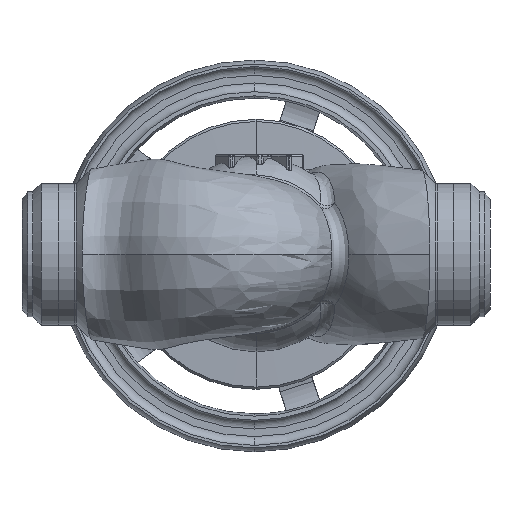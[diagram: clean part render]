
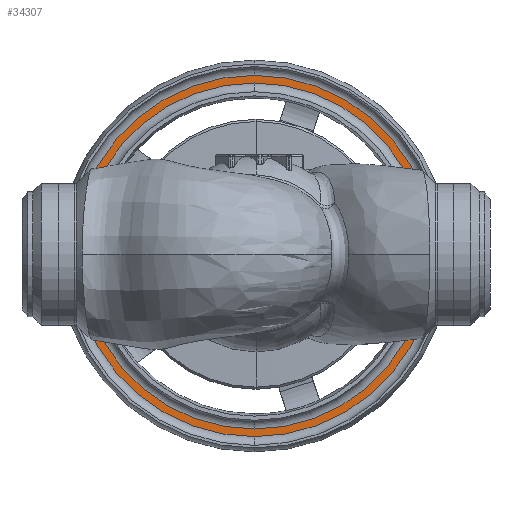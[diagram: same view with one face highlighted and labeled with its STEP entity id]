
A CAD part, front view. The second image highlights one B-rep face of the part: STEP entity #34307.
In plain terms, the highlighted planar face has unit normal (0, -1, 0).
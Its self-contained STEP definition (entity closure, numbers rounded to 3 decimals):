
#9 = CIRCLE ( 'NONE', #26342, 166. ) ;
#814 = CARTESIAN_POINT ( 'NONE',  ( -1.534, 518.547, -160.534 ) ) ;
#2848 = CARTESIAN_POINT ( 'NONE',  ( -167.534, 518.547, -1.534 ) ) ;
#3294 = DIRECTION ( 'NONE',  ( 0., 0., 1. ) ) ;
#3940 = EDGE_CURVE ( 'NONE', #24581, #26219, #9, .T. ) ;
#4303 = EDGE_CURVE ( 'NONE', #26219, #24581, #20396, .T. ) ;
#4446 = CARTESIAN_POINT ( 'NONE',  ( -1.534, 518.547, -1.534 ) ) ;
#4539 = DIRECTION ( 'NONE',  ( 0., 1., 0. ) ) ;
#4682 = DIRECTION ( 'NONE',  ( 0., 0., 1. ) ) ;
#5107 = AXIS2_PLACEMENT_3D ( 'NONE', #11866, #17663, #14508 ) ;
#6081 = PLANE ( 'NONE',  #33593 ) ;
#6217 = DIRECTION ( 'NONE',  ( 0., 0., 1. ) ) ;
#6632 = DIRECTION ( 'NONE',  ( 0., 1., 0. ) ) ;
#6725 = CIRCLE ( 'NONE', #40737, 159. ) ;
#8274 = EDGE_LOOP ( 'NONE', ( #23923, #42982 ) ) ;
#10991 = VERTEX_POINT ( 'NONE', #37161 ) ;
#11866 = CARTESIAN_POINT ( 'NONE',  ( -1.534, 518.547, -1.534 ) ) ;
#13299 = EDGE_CURVE ( 'NONE', #10991, #30500, #6725, .T. ) ;
#14508 = DIRECTION ( 'NONE',  ( 0., 0., 1. ) ) ;
#16103 = EDGE_CURVE ( 'NONE', #30500, #10991, #23540, .T. ) ;
#17275 = FACE_BOUND ( 'NONE', #23662, .T. ) ;
#17663 = DIRECTION ( 'NONE',  ( 0., 1., 0. ) ) ;
#20396 = CIRCLE ( 'NONE', #35965, 166. ) ;
#23540 = CIRCLE ( 'NONE', #5107, 159. ) ;
#23662 = EDGE_LOOP ( 'NONE', ( #37518, #36595 ) ) ;
#23923 = ORIENTED_EDGE ( 'NONE', *, *, #3940, .F. ) ;
#24581 = VERTEX_POINT ( 'NONE', #39507 ) ;
#25319 = CARTESIAN_POINT ( 'NONE',  ( -1.534, 518.547, -1.534 ) ) ;
#26219 = VERTEX_POINT ( 'NONE', #39765 ) ;
#26316 = DIRECTION ( 'NONE',  ( 0., 1., 0. ) ) ;
#26342 = AXIS2_PLACEMENT_3D ( 'NONE', #4446, #4539, #4682 ) ;
#26740 = DIRECTION ( 'NONE',  ( 0., 0., 1. ) ) ;
#30122 = CARTESIAN_POINT ( 'NONE',  ( -1.534, 518.547, -1.534 ) ) ;
#30500 = VERTEX_POINT ( 'NONE', #814 ) ;
#33593 = AXIS2_PLACEMENT_3D ( 'NONE', #2848, #26316, #6217 ) ;
#34307 = ADVANCED_FACE ( 'NONE', ( #43055, #17275 ), #6081, .F. ) ;
#35965 = AXIS2_PLACEMENT_3D ( 'NONE', #30122, #6632, #26740 ) ;
#36595 = ORIENTED_EDGE ( 'NONE', *, *, #16103, .T. ) ;
#37161 = CARTESIAN_POINT ( 'NONE',  ( -1.534, 518.547, 157.466 ) ) ;
#37518 = ORIENTED_EDGE ( 'NONE', *, *, #13299, .T. ) ;
#39507 = CARTESIAN_POINT ( 'NONE',  ( -1.534, 518.547, 164.466 ) ) ;
#39765 = CARTESIAN_POINT ( 'NONE',  ( -1.534, 518.547, -167.534 ) ) ;
#39979 = DIRECTION ( 'NONE',  ( 0., 1., 0. ) ) ;
#40737 = AXIS2_PLACEMENT_3D ( 'NONE', #25319, #39979, #3294 ) ;
#42982 = ORIENTED_EDGE ( 'NONE', *, *, #4303, .F. ) ;
#43055 = FACE_OUTER_BOUND ( 'NONE', #8274, .T. ) ;
